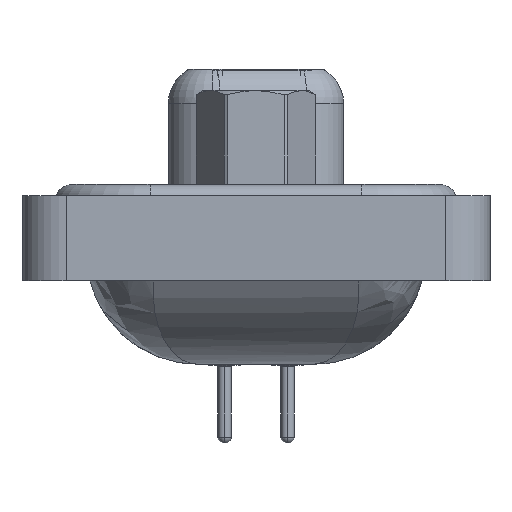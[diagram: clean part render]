
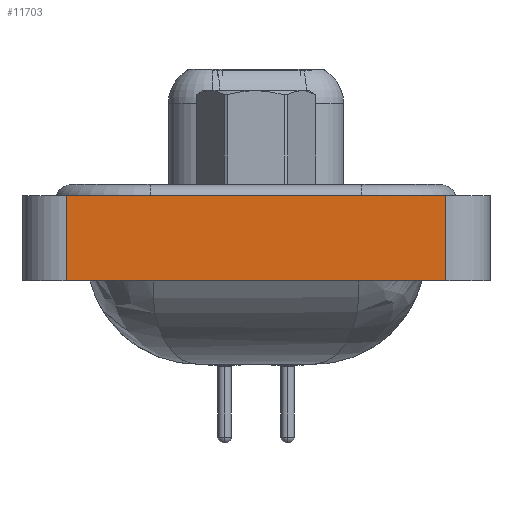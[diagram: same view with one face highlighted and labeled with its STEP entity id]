
A CAD part, left-side view. The second image highlights one B-rep face of the part: STEP entity #11703.
In plain terms, the highlighted planar face has unit normal (-1, 0, 0).
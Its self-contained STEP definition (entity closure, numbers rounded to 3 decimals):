
#378 = VERTEX_POINT ( 'NONE', #3606 ) ;
#676 = DIRECTION ( 'NONE',  ( 0., 0., 1. ) ) ;
#977 = CARTESIAN_POINT ( 'NONE',  ( -7.15, -8.55, -3.35 ) ) ;
#1224 = EDGE_LOOP ( 'NONE', ( #20156, #4261, #9787, #25825 ) ) ;
#2552 = VECTOR ( 'NONE', #27384, 1000. ) ;
#3059 = VERTEX_POINT ( 'NONE', #27019 ) ;
#3161 = EDGE_CURVE ( 'NONE', #3999, #378, #24921, .T. ) ;
#3606 = CARTESIAN_POINT ( 'NONE',  ( -7.15, -8.55, 0.5 ) ) ;
#3999 = VERTEX_POINT ( 'NONE', #977 ) ;
#4261 = ORIENTED_EDGE ( 'NONE', *, *, #10501, .F. ) ;
#5612 = PLANE ( 'NONE',  #7071 ) ;
#5776 = DIRECTION ( 'NONE',  ( -1., 0., 0. ) ) ;
#7071 = AXIS2_PLACEMENT_3D ( 'NONE', #29813, #5776, #16493 ) ;
#8189 = VECTOR ( 'NONE', #20343, 1000. ) ;
#9543 = EDGE_CURVE ( 'NONE', #18231, #3999, #21946, .T. ) ;
#9787 = ORIENTED_EDGE ( 'NONE', *, *, #20736, .F. ) ;
#9823 = LINE ( 'NONE', #28582, #8189 ) ;
#10316 = VECTOR ( 'NONE', #26740, 1000. ) ;
#10501 = EDGE_CURVE ( 'NONE', #3059, #378, #9823, .T. ) ;
#11703 = ADVANCED_FACE ( 'NONE', ( #29644 ), #5612, .T. ) ;
#16041 = CARTESIAN_POINT ( 'NONE',  ( -7.15, 8.55, -3.35 ) ) ;
#16493 = DIRECTION ( 'NONE',  ( 0., 0., 1. ) ) ;
#18231 = VERTEX_POINT ( 'NONE', #25003 ) ;
#18456 = VECTOR ( 'NONE', #676, 1000. ) ;
#20156 = ORIENTED_EDGE ( 'NONE', *, *, #3161, .T. ) ;
#20343 = DIRECTION ( 'NONE',  ( 0., -1., 0. ) ) ;
#20736 = EDGE_CURVE ( 'NONE', #18231, #3059, #29356, .T. ) ;
#21946 = LINE ( 'NONE', #24759, #2552 ) ;
#24759 = CARTESIAN_POINT ( 'NONE',  ( -7.15, -8.55, -3.35 ) ) ;
#24921 = LINE ( 'NONE', #27704, #18456 ) ;
#25003 = CARTESIAN_POINT ( 'NONE',  ( -7.15, 8.55, -3.35 ) ) ;
#25825 = ORIENTED_EDGE ( 'NONE', *, *, #9543, .T. ) ;
#26740 = DIRECTION ( 'NONE',  ( 0., 0., 1. ) ) ;
#27019 = CARTESIAN_POINT ( 'NONE',  ( -7.15, 8.55, 0.5 ) ) ;
#27384 = DIRECTION ( 'NONE',  ( 0., -1., 0. ) ) ;
#27704 = CARTESIAN_POINT ( 'NONE',  ( -7.15, -8.55, -3.35 ) ) ;
#28582 = CARTESIAN_POINT ( 'NONE',  ( -7.15, -8.55, 0.5 ) ) ;
#29356 = LINE ( 'NONE', #16041, #10316 ) ;
#29644 = FACE_OUTER_BOUND ( 'NONE', #1224, .T. ) ;
#29813 = CARTESIAN_POINT ( 'NONE',  ( -7.15, -8.55, -3.35 ) ) ;
